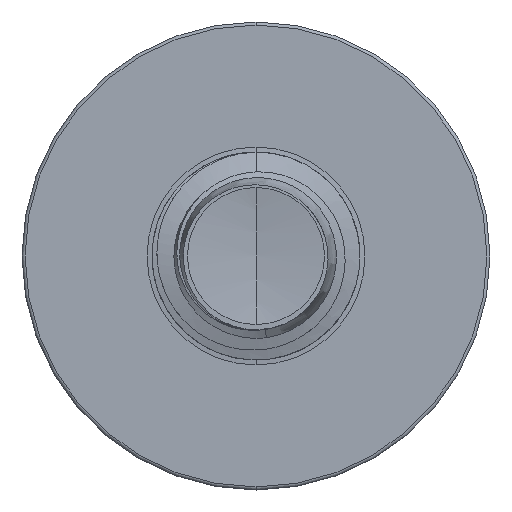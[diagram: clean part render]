
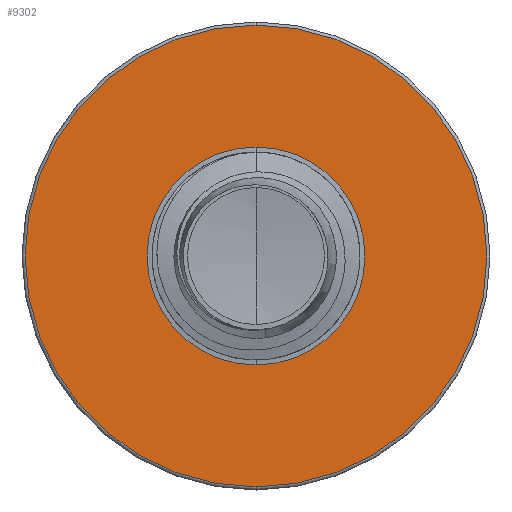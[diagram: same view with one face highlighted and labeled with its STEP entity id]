
A CAD part, front view. The second image highlights one B-rep face of the part: STEP entity #9302.
In plain terms, the highlighted planar face has unit normal (0, -1, 0).
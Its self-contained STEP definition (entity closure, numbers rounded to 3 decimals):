
#99 = CARTESIAN_POINT ( 'NONE',  ( 0., 12.5, -4.192 ) ) ;
#146 = DIRECTION ( 'NONE',  ( 0., 0., 1. ) ) ;
#430 = CIRCLE ( 'NONE', #17489, 4.192 ) ;
#806 = CARTESIAN_POINT ( 'NONE',  ( 0., 12.5, 8.88 ) ) ;
#967 = CIRCLE ( 'NONE', #9294, 8.88 ) ;
#2258 = PLANE ( 'NONE',  #6653 ) ;
#4758 = DIRECTION ( 'NONE',  ( 0., 1., 0. ) ) ;
#4800 = CARTESIAN_POINT ( 'NONE',  ( 0., 12.5, 0. ) ) ;
#6355 = FACE_OUTER_BOUND ( 'NONE', #7371, .T. ) ;
#6653 = AXIS2_PLACEMENT_3D ( 'NONE', #99, #4758, #16031 ) ;
#6847 = DIRECTION ( 'NONE',  ( 0., 0., 1. ) ) ;
#7371 = EDGE_LOOP ( 'NONE', ( #11665, #16789 ) ) ;
#7498 = CIRCLE ( 'NONE', #11433, 4.192 ) ;
#8180 = CARTESIAN_POINT ( 'NONE',  ( 0., 12.5, 4.192 ) ) ;
#8389 = CIRCLE ( 'NONE', #21588, 8.88 ) ;
#8681 = CARTESIAN_POINT ( 'NONE',  ( 0., 12.5, 0. ) ) ;
#9294 = AXIS2_PLACEMENT_3D ( 'NONE', #4800, #16063, #6847 ) ;
#9302 = ADVANCED_FACE ( 'NONE', ( #6355, #14053 ), #2258, .F. ) ;
#9768 = VERTEX_POINT ( 'NONE', #18202 ) ;
#9781 = DIRECTION ( 'NONE',  ( 0., 1., 0. ) ) ;
#10011 = ORIENTED_EDGE ( 'NONE', *, *, #13220, .T. ) ;
#10384 = DIRECTION ( 'NONE',  ( 0., 0., 1. ) ) ;
#11252 = VERTEX_POINT ( 'NONE', #15268 ) ;
#11433 = AXIS2_PLACEMENT_3D ( 'NONE', #8681, #18976, #10384 ) ;
#11665 = ORIENTED_EDGE ( 'NONE', *, *, #13333, .F. ) ;
#11751 = DIRECTION ( 'NONE',  ( 0., 1., 0. ) ) ;
#13220 = EDGE_CURVE ( 'NONE', #11252, #20312, #430, .T. ) ;
#13333 = EDGE_CURVE ( 'NONE', #18396, #9768, #967, .T. ) ;
#13452 = EDGE_CURVE ( 'NONE', #20312, #11252, #7498, .T. ) ;
#13500 = EDGE_LOOP ( 'NONE', ( #13517, #10011 ) ) ;
#13517 = ORIENTED_EDGE ( 'NONE', *, *, #13452, .T. ) ;
#14053 = FACE_BOUND ( 'NONE', #13500, .T. ) ;
#15268 = CARTESIAN_POINT ( 'NONE',  ( 0., 12.5, -4.192 ) ) ;
#16031 = DIRECTION ( 'NONE',  ( 0., 0., 1. ) ) ;
#16063 = DIRECTION ( 'NONE',  ( 0., 1., 0. ) ) ;
#16789 = ORIENTED_EDGE ( 'NONE', *, *, #19891, .F. ) ;
#17489 = AXIS2_PLACEMENT_3D ( 'NONE', #20516, #11751, #146 ) ;
#18202 = CARTESIAN_POINT ( 'NONE',  ( 0., 12.5, -8.88 ) ) ;
#18396 = VERTEX_POINT ( 'NONE', #806 ) ;
#18433 = CARTESIAN_POINT ( 'NONE',  ( 0., 12.5, 0. ) ) ;
#18976 = DIRECTION ( 'NONE',  ( 0., 1., 0. ) ) ;
#19891 = EDGE_CURVE ( 'NONE', #9768, #18396, #8389, .T. ) ;
#20063 = DIRECTION ( 'NONE',  ( 0., 0., 1. ) ) ;
#20312 = VERTEX_POINT ( 'NONE', #8180 ) ;
#20516 = CARTESIAN_POINT ( 'NONE',  ( 0., 12.5, 0. ) ) ;
#21588 = AXIS2_PLACEMENT_3D ( 'NONE', #18433, #9781, #20063 ) ;
